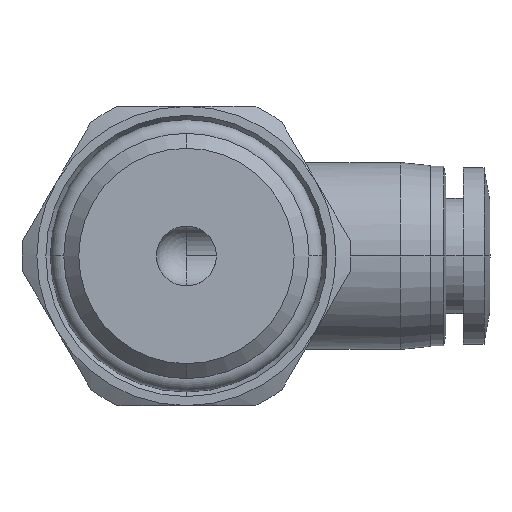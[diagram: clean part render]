
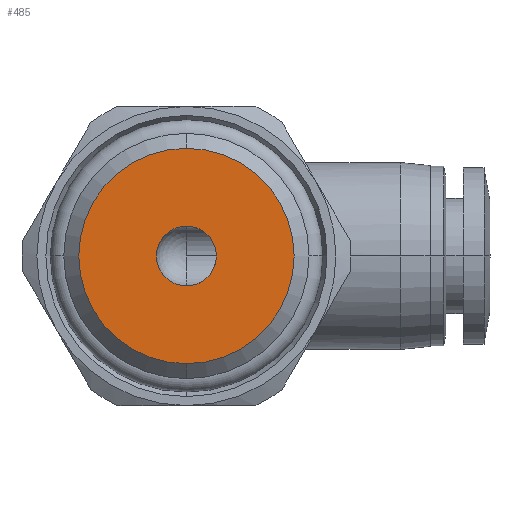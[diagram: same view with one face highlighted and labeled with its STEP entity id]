
A CAD part, front view. The second image highlights one B-rep face of the part: STEP entity #485.
In plain terms, the highlighted planar face has unit normal (0, -1, 0).
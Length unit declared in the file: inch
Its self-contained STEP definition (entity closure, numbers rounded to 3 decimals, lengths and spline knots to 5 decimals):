
#39 = CARTESIAN_POINT ( 'NONE',  ( 0., -0.45276, 0. ) ) ;
#209 = EDGE_CURVE ( 'NONE', #504, #2714, #323, .T. ) ;
#323 = CIRCLE ( 'NONE', #2178, 0.07874 ) ;
#485 = ADVANCED_FACE ( 'NONE', ( #2152, #525 ), #2078, .T. ) ;
#486 = DIRECTION ( 'NONE',  ( 0., 0., 1. ) ) ;
#504 = VERTEX_POINT ( 'NONE', #1015 ) ;
#525 = FACE_BOUND ( 'NONE', #2155, .T. ) ;
#657 = DIRECTION ( 'NONE',  ( 0., -1., 0. ) ) ;
#680 = CARTESIAN_POINT ( 'NONE',  ( 0., -0.45276, 0.07874 ) ) ;
#688 = EDGE_LOOP ( 'NONE', ( #1994, #1827 ) ) ;
#713 = EDGE_CURVE ( 'NONE', #2554, #1954, #789, .T. ) ;
#789 = CIRCLE ( 'NONE', #2586, 0.28346 ) ;
#812 = EDGE_CURVE ( 'NONE', #1954, #2554, #1009, .T. ) ;
#816 = CARTESIAN_POINT ( 'NONE',  ( 0., -0.45276, 0.28346 ) ) ;
#947 = ORIENTED_EDGE ( 'NONE', *, *, #2546, .T. ) ;
#1009 = CIRCLE ( 'NONE', #2667, 0.28346 ) ;
#1015 = CARTESIAN_POINT ( 'NONE',  ( 0., -0.45276, -0.07874 ) ) ;
#1054 = ORIENTED_EDGE ( 'NONE', *, *, #209, .T. ) ;
#1087 = CARTESIAN_POINT ( 'NONE',  ( 0., -0.45276, -0.28346 ) ) ;
#1226 = DIRECTION ( 'NONE',  ( 0., 0., -1. ) ) ;
#1698 = AXIS2_PLACEMENT_3D ( 'NONE', #2821, #2154, #1947 ) ;
#1715 = DIRECTION ( 'NONE',  ( 0., -1., 0. ) ) ;
#1784 = DIRECTION ( 'NONE',  ( 0., 0., 1. ) ) ;
#1827 = ORIENTED_EDGE ( 'NONE', *, *, #713, .T. ) ;
#1947 = DIRECTION ( 'NONE',  ( 0., 0., 1. ) ) ;
#1954 = VERTEX_POINT ( 'NONE', #816 ) ;
#1994 = ORIENTED_EDGE ( 'NONE', *, *, #812, .T. ) ;
#2041 = CIRCLE ( 'NONE', #1698, 0.07874 ) ;
#2078 = PLANE ( 'NONE',  #2196 ) ;
#2091 = CARTESIAN_POINT ( 'NONE',  ( -0.14173, -0.45276, 0. ) ) ;
#2142 = DIRECTION ( 'NONE',  ( 0., 0., 1. ) ) ;
#2152 = FACE_OUTER_BOUND ( 'NONE', #688, .T. ) ;
#2154 = DIRECTION ( 'NONE',  ( 0., 1., 0. ) ) ;
#2155 = EDGE_LOOP ( 'NONE', ( #947, #1054 ) ) ;
#2173 = CARTESIAN_POINT ( 'NONE',  ( 0., -0.45276, 0. ) ) ;
#2178 = AXIS2_PLACEMENT_3D ( 'NONE', #2364, #2428, #486 ) ;
#2196 = AXIS2_PLACEMENT_3D ( 'NONE', #2091, #2516, #1226 ) ;
#2364 = CARTESIAN_POINT ( 'NONE',  ( 0., -0.45276, 0. ) ) ;
#2428 = DIRECTION ( 'NONE',  ( 0., 1., 0. ) ) ;
#2516 = DIRECTION ( 'NONE',  ( 0., -1., 0. ) ) ;
#2546 = EDGE_CURVE ( 'NONE', #2714, #504, #2041, .T. ) ;
#2554 = VERTEX_POINT ( 'NONE', #1087 ) ;
#2586 = AXIS2_PLACEMENT_3D ( 'NONE', #2173, #1715, #2142 ) ;
#2667 = AXIS2_PLACEMENT_3D ( 'NONE', #39, #657, #1784 ) ;
#2714 = VERTEX_POINT ( 'NONE', #680 ) ;
#2821 = CARTESIAN_POINT ( 'NONE',  ( 0., -0.45276, 0. ) ) ;
